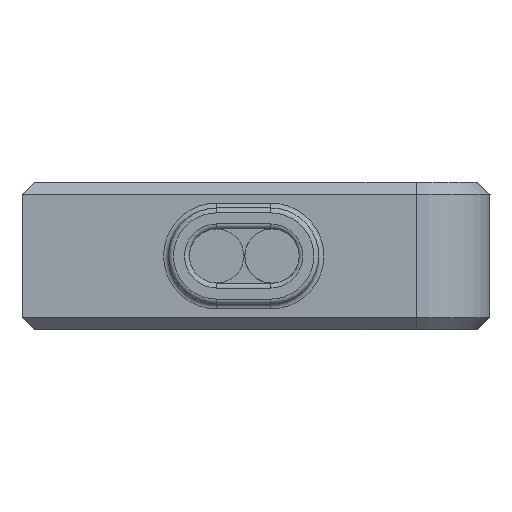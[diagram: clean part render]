
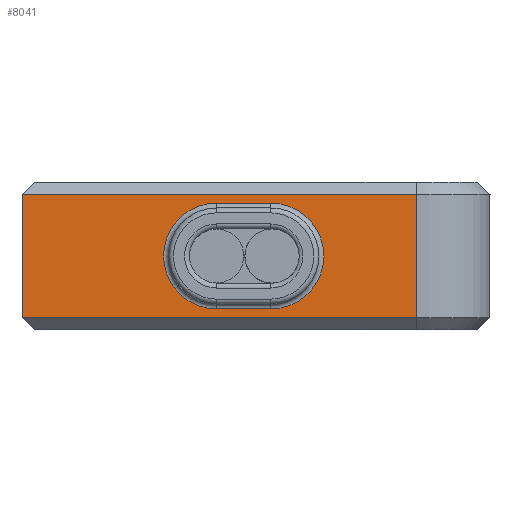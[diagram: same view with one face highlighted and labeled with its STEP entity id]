
A CAD part, left-side view. The second image highlights one B-rep face of the part: STEP entity #8041.
In plain terms, the highlighted planar face has unit normal (-1, 0, 0).
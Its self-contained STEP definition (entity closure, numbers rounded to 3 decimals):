
#979=DIRECTION('',(0.,-1.,0.));
#980=VECTOR('',#979,2.2);
#981=CARTESIAN_POINT('',(-22.,1.6,-2.15));
#982=LINE('',#981,#980);
#983=CARTESIAN_POINT('',(-22.,-0.6,0.));
#984=DIRECTION('',(-1.,0.,0.));
#985=DIRECTION('',(0.,0.,-1.));
#986=AXIS2_PLACEMENT_3D('',#983,#984,#985);
#988=DIRECTION('',(0.,1.,0.));
#989=VECTOR('',#988,2.2);
#990=CARTESIAN_POINT('',(-22.,-0.6,2.15));
#991=LINE('',#990,#989);
#992=CARTESIAN_POINT('',(-22.,1.6,0.));
#993=DIRECTION('',(-1.,0.,0.));
#994=DIRECTION('',(0.,0.,1.));
#995=AXIS2_PLACEMENT_3D('',#992,#993,#994);
#997=DIRECTION('',(0.,0.,1.));
#998=VECTOR('',#997,5.);
#999=CARTESIAN_POINT('',(-22.,9.5,-2.5));
#1000=LINE('',#999,#998);
#1001=DIRECTION('',(0.,-1.,0.));
#1002=VECTOR('',#1001,16.);
#1003=CARTESIAN_POINT('',(-22.,9.5,2.5));
#1004=LINE('',#1003,#1002);
#1005=DIRECTION('',(0.,0.,-1.));
#1006=VECTOR('',#1005,5.);
#1007=CARTESIAN_POINT('',(-22.,-6.5,
2.5));
#1008=LINE('',#1007,#1006);
#1009=DIRECTION('',(0.,1.,0.));
#1010=VECTOR('',#1009,16.);
#1011=CARTESIAN_POINT('',(-22.,-6.5,
-2.5));
#1012=LINE('',#1011,#1010);
#6111=CARTESIAN_POINT('',(-22.,-6.5,
-2.5));
#6112=CARTESIAN_POINT('',(-22.,9.5,-2.5));
#6113=VERTEX_POINT('',#6111);
#6114=VERTEX_POINT('',#6112);
#6153=CARTESIAN_POINT('',(-22.,-6.5,2.5));
#6154=VERTEX_POINT('',#6153);
#6157=CARTESIAN_POINT('',(-22.,9.5,2.5));
#6158=VERTEX_POINT('',#6157);
#6199=CARTESIAN_POINT('',(-22.,1.6,-2.15));
#6200=CARTESIAN_POINT('',(-22.,-0.6,-2.15));
#6201=VERTEX_POINT('',#6199);
#6202=VERTEX_POINT('',#6200);
#6207=CARTESIAN_POINT('',(-22.,-0.6,2.15));
#6208=VERTEX_POINT('',#6207);
#6211=CARTESIAN_POINT('',(-22.,1.6,2.15));
#6212=VERTEX_POINT('',#6211);
#8017=CARTESIAN_POINT('',(-22.,9.5,-3.));
#8018=DIRECTION('',(-1.,0.,0.));
#8019=DIRECTION('',(0.,-1.,0.));
#8020=AXIS2_PLACEMENT_3D('',#8017,#8018,#8019);
#8021=PLANE('',#8020);
#8022=ORIENTED_EDGE('',*,*,#6961,.T.);
#8024=ORIENTED_EDGE('',*,*,#8023,.T.);
#8026=ORIENTED_EDGE('',*,*,#8025,.T.);
#8028=ORIENTED_EDGE('',*,*,#8027,.T.);
#8029=EDGE_LOOP('',(#8022,#8024,#8026,#8028));
#8030=FACE_OUTER_BOUND('',#8029,.F.);
#8032=ORIENTED_EDGE('',*,*,#8031,.T.);
#8034=ORIENTED_EDGE('',*,*,#8033,.T.);
#8036=ORIENTED_EDGE('',*,*,#8035,.T.);
#8038=ORIENTED_EDGE('',*,*,#8037,.T.);
#8039=EDGE_LOOP('',(#8032,#8034,#8036,#8038));
#8040=FACE_BOUND('',#8039,.F.);
#8041=ADVANCED_FACE('',(#8030,#8040),#8021,.T.);
#987=CIRCLE('',#986,2.15);
#996=CIRCLE('',#995,2.15);
#6961=EDGE_CURVE('',#6114,#6158,#1000,.T.);
#8023=EDGE_CURVE('',#6158,#6154,#1004,.T.);
#8025=EDGE_CURVE('',#6154,#6113,#1008,.T.);
#8027=EDGE_CURVE('',#6113,#6114,#1012,.T.);
#8031=EDGE_CURVE('',#6201,#6202,#982,.T.);
#8033=EDGE_CURVE('',#6202,#6208,#987,.T.);
#8035=EDGE_CURVE('',#6208,#6212,#991,.T.);
#8037=EDGE_CURVE('',#6212,#6201,#996,.T.);
